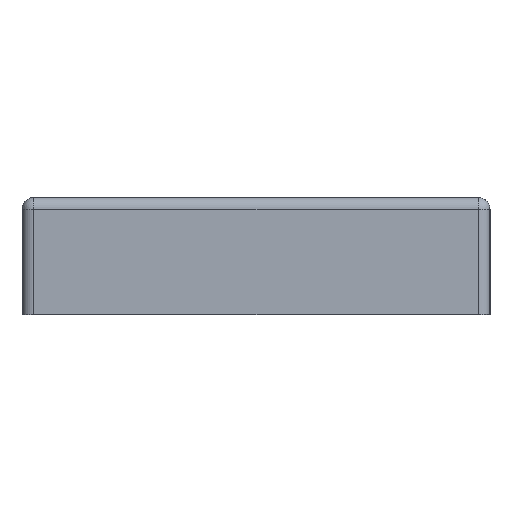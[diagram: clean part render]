
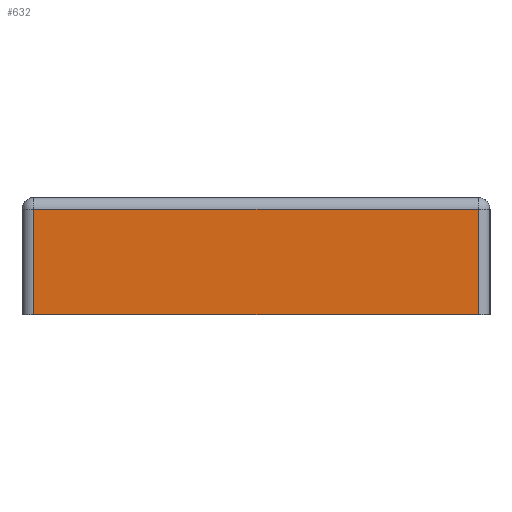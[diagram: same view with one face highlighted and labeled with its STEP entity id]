
A CAD part, left-side view. The second image highlights one B-rep face of the part: STEP entity #632.
In plain terms, the highlighted planar face has unit normal (-1, 0, 0).
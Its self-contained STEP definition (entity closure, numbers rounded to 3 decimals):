
#31=DIRECTION('',(0.,-1.,0.));
#32=VECTOR('',#31,76.);
#33=CARTESIAN_POINT('',(-350.,38.,0.));
#34=LINE('',#33,#32);
#185=DIRECTION('',(0.,-1.,0.));
#186=VECTOR('',#185,76.);
#187=CARTESIAN_POINT('',(-350.,38.,18.));
#188=LINE('',#187,#186);
#189=DIRECTION('',(0.,0.,-1.));
#190=VECTOR('',#189,18.);
#191=CARTESIAN_POINT('',(-350.,-38.,18.));
#192=LINE('',#191,#190);
#193=DIRECTION('',(0.,0.,-1.));
#194=VECTOR('',#193,18.);
#195=CARTESIAN_POINT('',(-350.,38.,18.));
#196=LINE('',#195,#194);
#337=CARTESIAN_POINT('',(-350.,38.,18.));
#338=CARTESIAN_POINT('',(-350.,-38.,18.));
#339=VERTEX_POINT('',#337);
#340=VERTEX_POINT('',#338);
#370=CARTESIAN_POINT('',(-350.,-38.,0.));
#372=VERTEX_POINT('',#370);
#373=CARTESIAN_POINT('',(-350.,38.,0.));
#374=VERTEX_POINT('',#373);
#619=CARTESIAN_POINT('',(-350.,40.,0.));
#620=DIRECTION('',(-1.,0.,0.));
#621=DIRECTION('',(0.,-1.,0.));
#622=AXIS2_PLACEMENT_3D('',#619,#620,#621);
#623=PLANE('',#622);
#624=ORIENTED_EDGE('',*,*,#609,.T.);
#626=ORIENTED_EDGE('',*,*,#625,.T.);
#627=ORIENTED_EDGE('',*,*,#436,.F.);
#629=ORIENTED_EDGE('',*,*,#628,.F.);
#630=EDGE_LOOP('',(#624,#626,#627,#629));
#631=FACE_OUTER_BOUND('',#630,.F.);
#632=ADVANCED_FACE('',(#631),#623,.T.);
#436=EDGE_CURVE('',#374,#372,#34,.T.);
#609=EDGE_CURVE('',#339,#340,#188,.T.);
#625=EDGE_CURVE('',#340,#372,#192,.T.);
#628=EDGE_CURVE('',#339,#374,#196,.T.);
